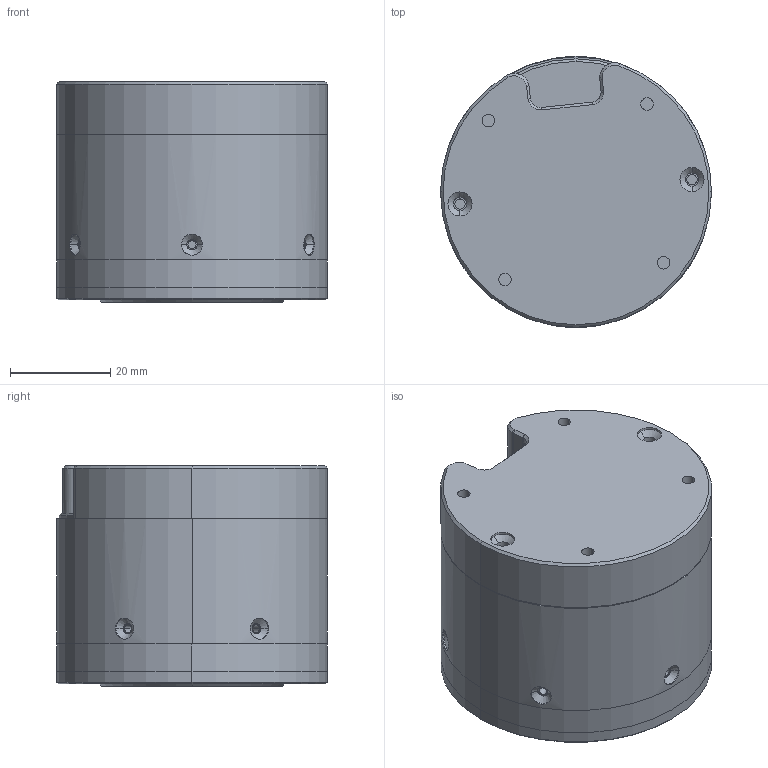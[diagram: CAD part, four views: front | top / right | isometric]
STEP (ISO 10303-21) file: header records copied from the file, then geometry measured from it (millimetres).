
FILE_DESCRIPTION (( 'STEP AP214' ), '1' );
FILE_NAME ('RMD-X4-P6.step', '2023-12-27T05:43:32', ( '' ), ( '' ), 'SwSTEP 2.0', 'SolidWorks 2020', '' );
FILE_SCHEMA (( 'AUTOMOTIVE_DESIGN' ));
Length unit declared in the file: millimetre
Products named in the file (1): RMD-X4-P6
Bounding box: 54 x 54 x 44 mm (x, y, z)
Volume: 44775.2 mm3; surface area: 38416.5 mm2
Topology: 8 solids, 8 shells, 610 faces, 1531 edges, 979 vertices
Faces by surface type: cylinder 296, cone 117, plane 95, bspline 90, torus 12
Entity records: 24634 total; most frequent: CARTESIAN_POINT 10297, ORIENTED_EDGE 3062, DIRECTION 2921, EDGE_CURVE 1531, AXIS2_PLACEMENT_3D 1230, VERTEX_POINT 979, EDGE_LOOP 734, CIRCLE 709
